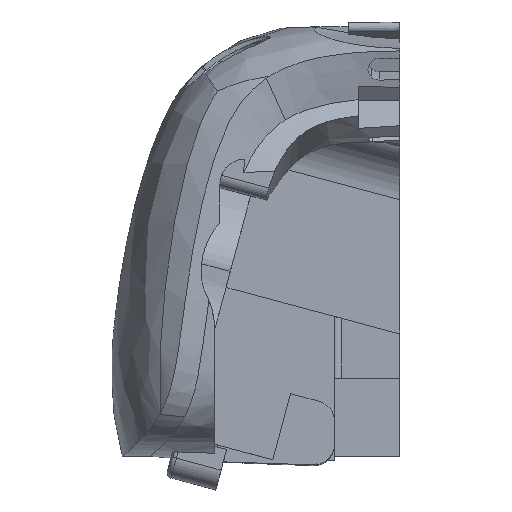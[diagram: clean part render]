
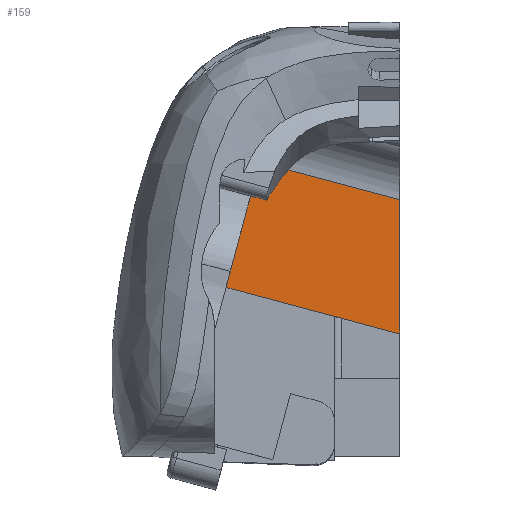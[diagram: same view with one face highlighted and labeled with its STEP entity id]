
A CAD part, front view. The second image highlights one B-rep face of the part: STEP entity #159.
In plain terms, the highlighted planar face has unit normal (0, -1, 0).
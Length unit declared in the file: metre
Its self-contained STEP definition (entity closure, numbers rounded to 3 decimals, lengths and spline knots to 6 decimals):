
#159=ADVANCED_FACE('0:318',(#429),#430,.T.);
#429=FACE_OUTER_BOUND('',#2276,.T.);
#430=PLANE('',#2277);
#2276=EDGE_LOOP('',(#5929,#5930,#5931,#5932));
#2277=AXIS2_PLACEMENT_3D('',#5933,#5934,#5935);
#5929=ORIENTED_EDGE('',*,*,#6436,.T.);
#5930=ORIENTED_EDGE('',*,*,#6738,.T.);
#5931=ORIENTED_EDGE('',*,*,#6739,.T.);
#5932=ORIENTED_EDGE('',*,*,#6740,.T.);
#5933=CARTESIAN_POINT('',(-0.016892,0.021268,-0.007978));
#5934=DIRECTION('',(0.,-1.0,0.));
#5935=DIRECTION('',(-1.0,0.,0.0));
#6436=EDGE_CURVE('0:1371',#6942,#6940,#6943,.T.);
#6738=EDGE_CURVE('0:1218',#6940,#7454,#7455,.T.);
#6739=EDGE_CURVE('0:1377',#7454,#7456,#7457,.T.);
#6740=EDGE_CURVE('0:696',#7456,#6942,#7458,.T.);
#6940=VERTEX_POINT('',#7886);
#6942=VERTEX_POINT('',#7888);
#6943=LINE('',#7889,#7890);
#7454=VERTEX_POINT('',#10046);
#7455=LINE('',#10047,#10048);
#7456=VERTEX_POINT('',#10049);
#7457=LINE('',#10050,#10051);
#7458=LINE('',#10052,#10053);
#7886=CARTESIAN_POINT('',(-0.013632,0.021268,0.004192));
#7888=CARTESIAN_POINT('',(0.0,0.021268,0.00054));
#7889=CARTESIAN_POINT('',(-0.011627,0.021268,0.003655));
#7890=VECTOR('',#11051,0.01);
#10046=CARTESIAN_POINT('',(-0.016893,0.021268,-0.007978));
#10047=CARTESIAN_POINT('',(-0.018368,0.021268,-0.013484));
#10048=VECTOR('',#11376,0.01);
#10049=CARTESIAN_POINT('',(0.0,0.021268,-0.012505));
#10050=CARTESIAN_POINT('',(-0.016892,0.021268,-0.007978));
#10051=VECTOR('',#11377,0.01);
#10052=CARTESIAN_POINT('',(0.0,0.021268,-0.00586));
#10053=VECTOR('',#11378,0.01);
#11051=DIRECTION('',(-0.966,0.,0.259));
#11376=DIRECTION('',(-0.259,0.,-0.966));
#11377=DIRECTION('',(0.966,0.,-0.259));
#11378=DIRECTION('',(0.0,0.,1.0));
